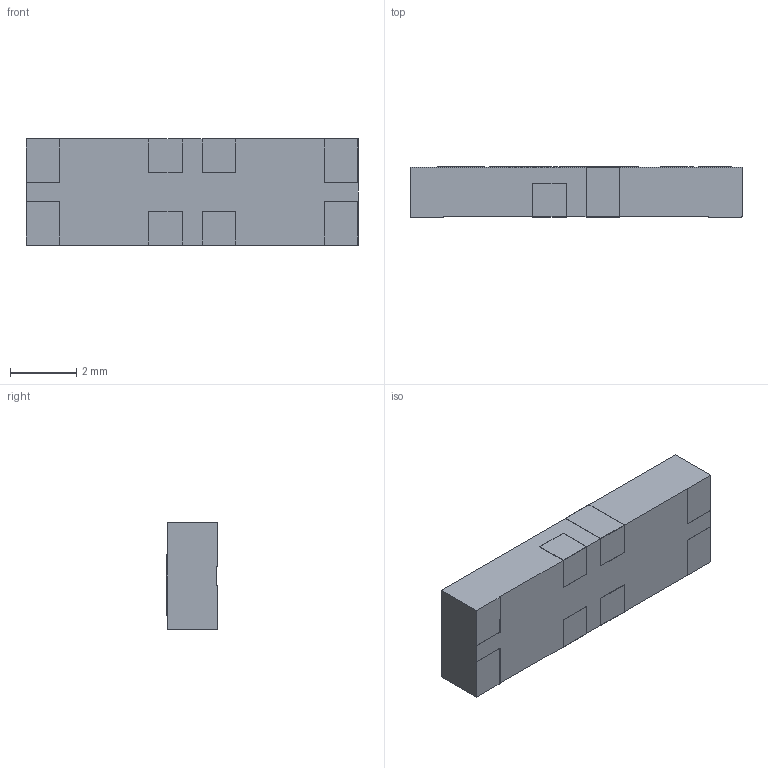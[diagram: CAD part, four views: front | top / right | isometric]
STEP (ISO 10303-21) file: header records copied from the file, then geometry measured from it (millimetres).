
FILE_DESCRIPTION (( 'STEP AP214' ), '1' );
FILE_NAME ('GWLA.05_web.STEP', '2020-07-13T09:02:12', ( '' ), ( '' ), 'SwSTEP 2.0', 'SolidWorks 2018', '' );
FILE_SCHEMA (( 'AUTOMOTIVE_DESIGN' ));
Length unit declared in the file: millimetre
Products named in the file (1): GWLA.05_web
Bounding box: 10.02 x 1.52 x 3.22 mm (x, y, z)
Volume: 48.3 mm3; surface area: 104.9 mm2
Topology: 1 solids, 1 shells, 147 faces, 403 edges, 266 vertices
Faces by surface type: plane 111, bspline 36
Entity records: 6749 total; most frequent: CARTESIAN_POINT 2549, ORIENTED_EDGE 806, DIRECTION 555, EDGE_CURVE 403, VECTOR 331, LINE 331, VERTEX_POINT 266, EDGE_LOOP 155
